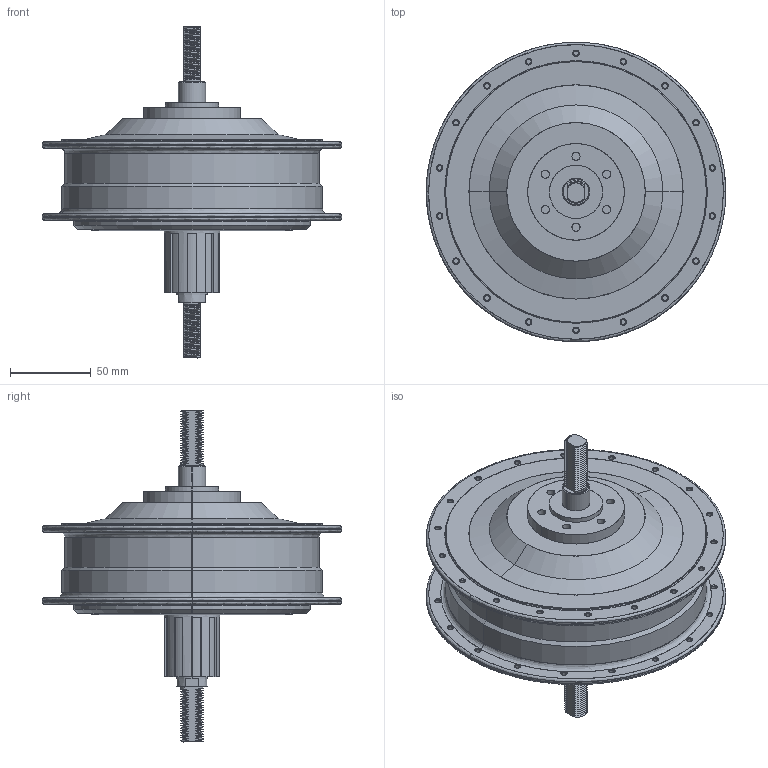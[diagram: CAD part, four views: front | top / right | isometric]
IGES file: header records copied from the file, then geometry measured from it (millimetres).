
Start section: SolidWorks IGES file using analytic representation for surfaces
Global section: file name: MEZEER_Cassette.IGS; native system: SolidWorks 2014; preprocessor: SolidWorks 2014; author: grin; date: 181228.020719; units: millimetre
Bounding box: 186 x 186 x 206.17 mm (x, y, z)
Surface area: 109008.4 mm2 (no closed solid volume)
Topology: 0 solids, 0 shells, 537 faces, 6376 edges, 6349 vertices
Faces by surface type: revolution 287, bspline 250
